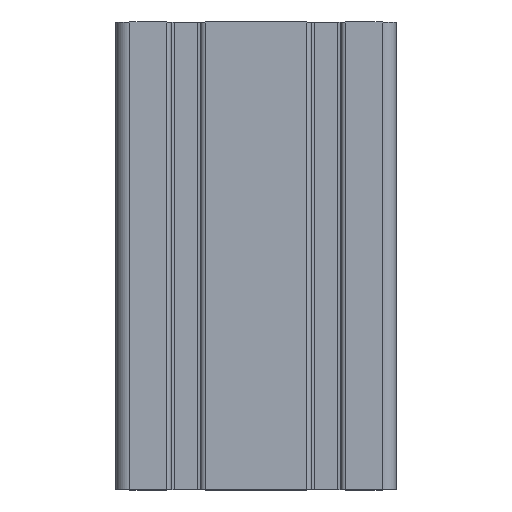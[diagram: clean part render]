
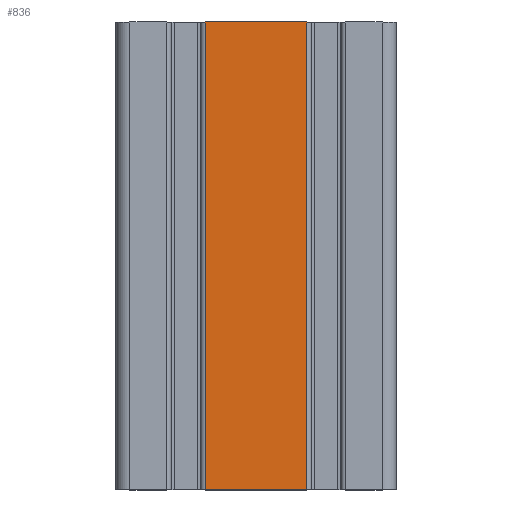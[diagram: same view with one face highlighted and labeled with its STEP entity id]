
A CAD part, top view. The second image highlights one B-rep face of the part: STEP entity #836.
In plain terms, the highlighted planar face has unit normal (0, 0, 1).
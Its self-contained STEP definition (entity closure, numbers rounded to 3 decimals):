
#836 = ADVANCED_FACE( '', ( #2083 ), #2084, .F. );
#2083 = FACE_OUTER_BOUND( '', #3744, .T. );
#2084 = PLANE( '', #3745 );
#3744 = EDGE_LOOP( '', ( #6597, #6598, #6599, #6600 ) );
#3745 = AXIS2_PLACEMENT_3D( '', #6601, #6602, #6603 );
#6597 = ORIENTED_EDGE( '', *, *, #11107, .T. );
#6598 = ORIENTED_EDGE( '', *, *, #11350, .F. );
#6599 = ORIENTED_EDGE( '', *, *, #11372, .F. );
#6600 = ORIENTED_EDGE( '', *, *, #10638, .T. );
#6601 = CARTESIAN_POINT( '', ( 10.825, 100., 60. ) );
#6602 = DIRECTION( '', ( 0., 0., -1. ) );
#6603 = DIRECTION( '', ( 0., 1., 0. ) );
#10638 = EDGE_CURVE( '', #13022, #13020, #13023, .T. );
#11107 = EDGE_CURVE( '', #13020, #13886, #13888, .T. );
#11350 = EDGE_CURVE( '', #14255, #13886, #14257, .T. );
#11372 = EDGE_CURVE( '', #13022, #14255, #14287, .T. );
#13020 = VERTEX_POINT( '', #16422 );
#13022 = VERTEX_POINT( '', #16424 );
#13023 = LINE( '', #16425, #16426 );
#13886 = VERTEX_POINT( '', #17516 );
#13888 = LINE( '', #17518, #17519 );
#14255 = VERTEX_POINT( '', #18028 );
#14257 = LINE( '', #18030, #18031 );
#14287 = LINE( '', #18072, #18073 );
#16422 = CARTESIAN_POINT( '', ( -10.825, 0., 60. ) );
#16424 = CARTESIAN_POINT( '', ( -10.825, 100., 60. ) );
#16425 = CARTESIAN_POINT( '', ( -10.825, 100., 60. ) );
#16426 = VECTOR( '', #20305, 1000. );
#17516 = CARTESIAN_POINT( '', ( 10.825, 0., 60. ) );
#17518 = CARTESIAN_POINT( '', ( 10.825, 0., 60. ) );
#17519 = VECTOR( '', #21232, 1000. );
#18028 = CARTESIAN_POINT( '', ( 10.825, 100., 60. ) );
#18030 = CARTESIAN_POINT( '', ( 10.825, 100., 60. ) );
#18031 = VECTOR( '', #21501, 1000. );
#18072 = CARTESIAN_POINT( '', ( 10.825, 100., 60. ) );
#18073 = VECTOR( '', #21522, 1000. );
#20305 = DIRECTION( '', ( 0., -1., 0. ) );
#21232 = DIRECTION( '', ( 1., 0., 0. ) );
#21501 = DIRECTION( '', ( 0., -1., 0. ) );
#21522 = DIRECTION( '', ( 1., 0., 0. ) );
